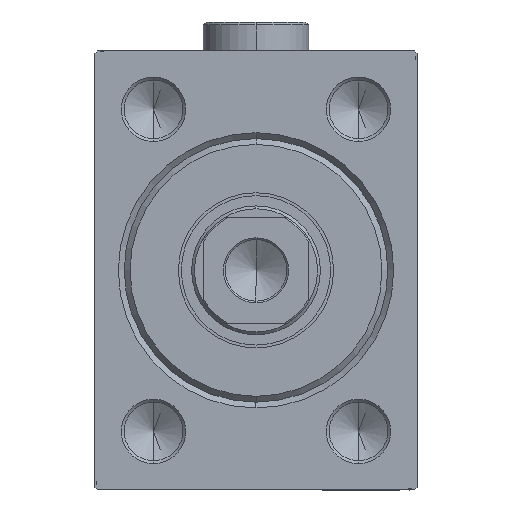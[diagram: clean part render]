
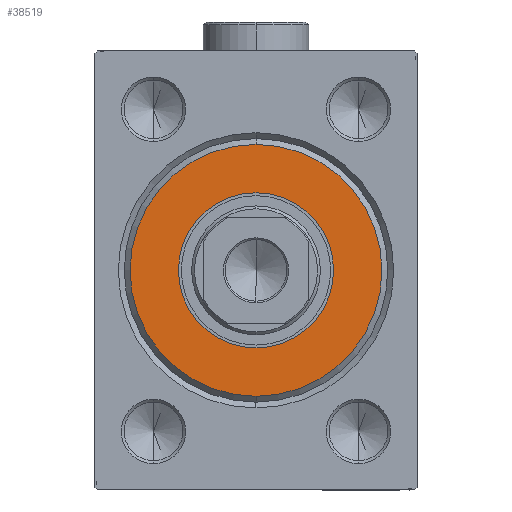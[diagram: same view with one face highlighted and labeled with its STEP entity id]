
A CAD part, left-side view. The second image highlights one B-rep face of the part: STEP entity #38519.
In plain terms, the highlighted face is planar.
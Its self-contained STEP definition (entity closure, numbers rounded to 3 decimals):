
#1395 = CARTESIAN_POINT ( 'NONE',  ( 3., 0., -21.5 ) ) ;
#1805 = VERTEX_POINT ( 'NONE', #1395 ) ;
#2756 = CIRCLE ( 'NONE', #43979, 21.5 ) ;
#4717 = DIRECTION ( 'NONE',  ( 1., 0., 0. ) ) ;
#5006 = DIRECTION ( 'NONE',  ( 0., 0., -1. ) ) ;
#5151 = CARTESIAN_POINT ( 'NONE',  ( 3., 0., 0. ) ) ;
#6910 = DIRECTION ( 'NONE',  ( 1., 0., 0. ) ) ;
#7161 = ORIENTED_EDGE ( 'NONE', *, *, #32892, .T. ) ;
#8465 = CARTESIAN_POINT ( 'NONE',  ( 3., 0., 0. ) ) ;
#9923 = ORIENTED_EDGE ( 'NONE', *, *, #27983, .T. ) ;
#10753 = VERTEX_POINT ( 'NONE', #12761 ) ;
#12545 = ORIENTED_EDGE ( 'NONE', *, *, #42644, .F. ) ;
#12582 = VERTEX_POINT ( 'NONE', #23141 ) ;
#12761 = CARTESIAN_POINT ( 'NONE',  ( 3., 0., -13.25 ) ) ;
#13390 = DIRECTION ( 'NONE',  ( 0., 0., -1. ) ) ;
#14279 = DIRECTION ( 'NONE',  ( 1., 0., 0. ) ) ;
#22518 = DIRECTION ( 'NONE',  ( 1., 0., 0. ) ) ;
#23141 = CARTESIAN_POINT ( 'NONE',  ( 3., 0., 13.25 ) ) ;
#23543 = CARTESIAN_POINT ( 'NONE',  ( 3., 0., 0. ) ) ;
#24873 = FACE_OUTER_BOUND ( 'NONE', #36456, .T. ) ;
#25105 = PLANE ( 'NONE',  #29281 ) ;
#26766 = CARTESIAN_POINT ( 'NONE',  ( 3., 0., 21.5 ) ) ;
#27885 = CARTESIAN_POINT ( 'NONE',  ( 3., 0., 0. ) ) ;
#27983 = EDGE_CURVE ( 'NONE', #28988, #1805, #40831, .T. ) ;
#28988 = VERTEX_POINT ( 'NONE', #26766 ) ;
#29281 = AXIS2_PLACEMENT_3D ( 'NONE', #32232, #14279, #42384 ) ;
#31671 = AXIS2_PLACEMENT_3D ( 'NONE', #23543, #41287, #13390 ) ;
#32232 = CARTESIAN_POINT ( 'NONE',  ( 3., 0., 0. ) ) ;
#32892 = EDGE_CURVE ( 'NONE', #1805, #28988, #2756, .T. ) ;
#33092 = CIRCLE ( 'NONE', #35304, 13.25 ) ;
#33335 = ORIENTED_EDGE ( 'NONE', *, *, #45127, .F. ) ;
#35240 = FACE_BOUND ( 'NONE', #38662, .T. ) ;
#35304 = AXIS2_PLACEMENT_3D ( 'NONE', #5151, #4717, #42972 ) ;
#36456 = EDGE_LOOP ( 'NONE', ( #9923, #7161 ) ) ;
#37546 = CIRCLE ( 'NONE', #31671, 13.25 ) ;
#38519 = ADVANCED_FACE ( 'NONE', ( #24873, #35240 ), #25105, .T. ) ;
#38643 = AXIS2_PLACEMENT_3D ( 'NONE', #8465, #22518, #5006 ) ;
#38662 = EDGE_LOOP ( 'NONE', ( #33335, #12545 ) ) ;
#40831 = CIRCLE ( 'NONE', #38643, 21.5 ) ;
#41287 = DIRECTION ( 'NONE',  ( 1., 0., 0. ) ) ;
#42384 = DIRECTION ( 'NONE',  ( 0., 0., -1. ) ) ;
#42644 = EDGE_CURVE ( 'NONE', #12582, #10753, #33092, .T. ) ;
#42972 = DIRECTION ( 'NONE',  ( 0., 0., -1. ) ) ;
#43979 = AXIS2_PLACEMENT_3D ( 'NONE', #27885, #6910, #44941 ) ;
#44941 = DIRECTION ( 'NONE',  ( 0., 0., -1. ) ) ;
#45127 = EDGE_CURVE ( 'NONE', #10753, #12582, #37546, .T. ) ;
